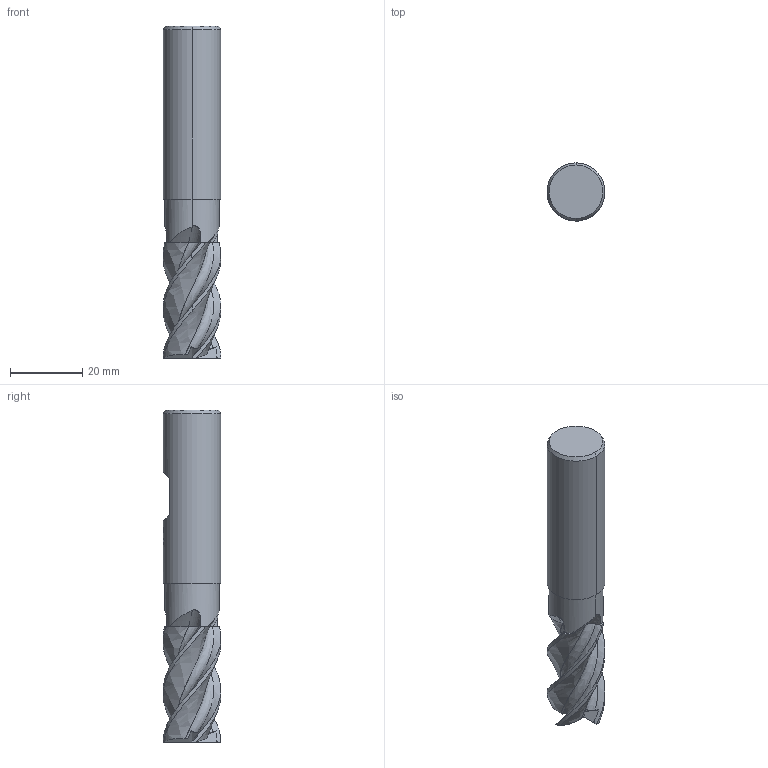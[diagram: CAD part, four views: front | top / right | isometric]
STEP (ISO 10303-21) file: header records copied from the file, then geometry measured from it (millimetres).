
FILE_DESCRIPTION(('no description'),'unknown implementation level');
FILE_NAME('soliddzguXlFwNq1xSwVi_JypKX6sNVk_1.STP',' ',('CIMSOURCE GmbH'),('CADClick - KiM GmbH - www.kimweb.de'),'unknown preprocess','ACIS','unknown authorization');
FILE_SCHEMA(('automotive_design'));
Length unit declared in the file: millimetre
Products named in the file (2): 1; 2
Bounding box: 16 x 16 x 92 mm (x, y, z)
Volume: 14892.2 mm3; surface area: 5414.5 mm2
Topology: 2 solids, 2 shells, 85 faces, 236 edges, 155 vertices
Faces by surface type: plane 34, bspline 16, cone 12, revolution 12, cylinder 11
Entity records: 12066 total; most frequent: CARTESIAN_POINT 7419, STYLED_ITEM 478, PRESENTATION_STYLE_ASSIGNMENT 478, COLOUR_RGB 478, ORIENTED_EDGE 472, DIRECTION 313, EDGE_CURVE 236, CURVE_STYLE 236
